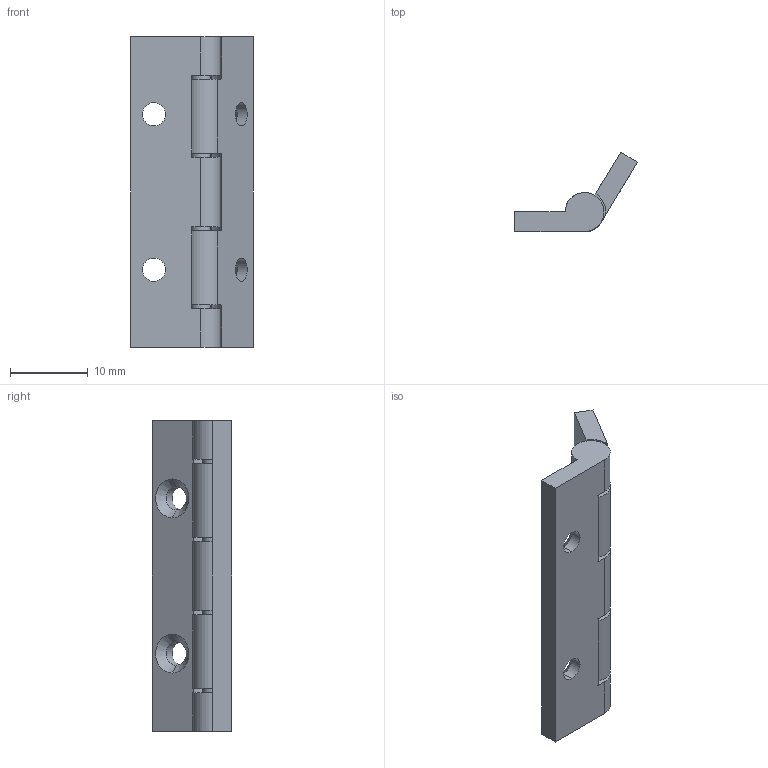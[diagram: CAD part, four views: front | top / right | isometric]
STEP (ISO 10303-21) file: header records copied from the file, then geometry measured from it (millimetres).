
FILE_DESCRIPTION (( 'STEP AP214' ), '1' );
FILE_NAME ('hinge.STEP', '2022-09-11T08:59:54', ( '' ), ( '' ), 'SwSTEP 2.0', 'SolidWorks 2022', '' );
FILE_SCHEMA (( 'AUTOMOTIVE_DESIGN' ));
Length unit declared in the file: millimetre
Products named in the file (3): hinge; hinge_A; hinge_B
Assembly tree (2 placements, depth 2):
  hinge
    hinge_A
    hinge_B
Bounding box: 15.79 x 10.2 x 40 mm (x, y, z)
Volume: 1993.3 mm3; surface area: 2549.5 mm2
Topology: 2 solids, 2 shells, 56 faces, 148 edges, 96 vertices
Faces by surface type: cylinder 30, plane 18, cone 8
Entity records: 1898 total; most frequent: DIRECTION 338, CARTESIAN_POINT 305, ORIENTED_EDGE 296, EDGE_CURVE 148, AXIS2_PLACEMENT_3D 129, VERTEX_POINT 96, LINE 80, VECTOR 80
